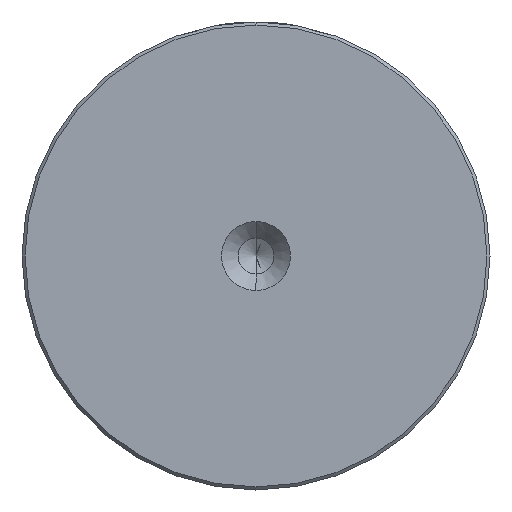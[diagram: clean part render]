
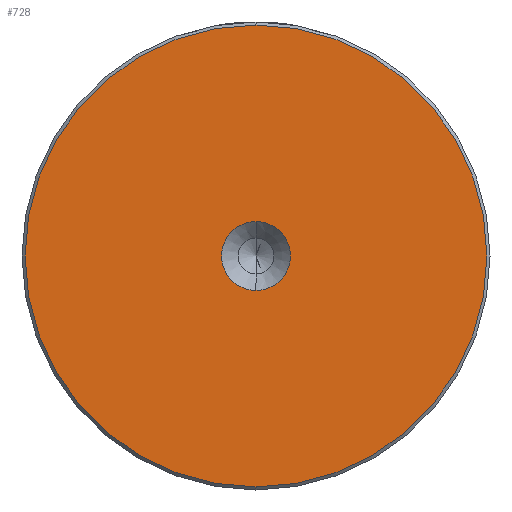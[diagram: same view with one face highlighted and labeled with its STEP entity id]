
A CAD part, left-side view. The second image highlights one B-rep face of the part: STEP entity #728.
In plain terms, the highlighted planar face has unit normal (-1, 0, 0).
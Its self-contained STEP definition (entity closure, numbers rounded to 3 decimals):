
#86 = DIRECTION ( 'NONE',  ( 0., 0., 1. ) ) ;
#123 = DIRECTION ( 'NONE',  ( -1., 0., 0. ) ) ;
#134 = CIRCLE ( 'NONE', #1346, 5.6 ) ;
#191 = ORIENTED_EDGE ( 'NONE', *, *, #243, .F. ) ;
#194 = EDGE_LOOP ( 'NONE', ( #645, #2649 ) ) ;
#243 = EDGE_CURVE ( 'NONE', #887, #1410, #544, .T. ) ;
#307 = DIRECTION ( 'NONE',  ( -1., 0., 0. ) ) ;
#338 = VERTEX_POINT ( 'NONE', #973 ) ;
#408 = CARTESIAN_POINT ( 'NONE',  ( 0., 0., 0. ) ) ;
#514 = CARTESIAN_POINT ( 'NONE',  ( 0., 0., 0. ) ) ;
#544 = CIRCLE ( 'NONE', #1209, 5.6 ) ;
#570 = DIRECTION ( 'NONE',  ( 0., 0., 1. ) ) ;
#620 = DIRECTION ( 'NONE',  ( 0., 0., 1. ) ) ;
#645 = ORIENTED_EDGE ( 'NONE', *, *, #917, .T. ) ;
#678 = AXIS2_PLACEMENT_3D ( 'NONE', #514, #307, #86 ) ;
#715 = CARTESIAN_POINT ( 'NONE',  ( 0., 0., 5.6 ) ) ;
#728 = ADVANCED_FACE ( 'NONE', ( #1977, #897 ), #2610, .T. ) ;
#766 = CARTESIAN_POINT ( 'NONE',  ( 0., 0., 0. ) ) ;
#822 = EDGE_CURVE ( 'NONE', #846, #338, #1789, .T. ) ;
#846 = VERTEX_POINT ( 'NONE', #1493 ) ;
#887 = VERTEX_POINT ( 'NONE', #2219 ) ;
#897 = FACE_BOUND ( 'NONE', #1774, .T. ) ;
#917 = EDGE_CURVE ( 'NONE', #338, #846, #2677, .T. ) ;
#973 = CARTESIAN_POINT ( 'NONE',  ( 0., 0., -37.5 ) ) ;
#1209 = AXIS2_PLACEMENT_3D ( 'NONE', #1285, #1278, #1264 ) ;
#1263 = CARTESIAN_POINT ( 'NONE',  ( 0., 0., 0. ) ) ;
#1264 = DIRECTION ( 'NONE',  ( 0., 0., 1. ) ) ;
#1278 = DIRECTION ( 'NONE',  ( -1., 0., 0. ) ) ;
#1285 = CARTESIAN_POINT ( 'NONE',  ( 0., 0., 0. ) ) ;
#1346 = AXIS2_PLACEMENT_3D ( 'NONE', #1263, #2669, #1462 ) ;
#1410 = VERTEX_POINT ( 'NONE', #715 ) ;
#1462 = DIRECTION ( 'NONE',  ( 0., 0., 1. ) ) ;
#1493 = CARTESIAN_POINT ( 'NONE',  ( 0., 0., 37.5 ) ) ;
#1639 = AXIS2_PLACEMENT_3D ( 'NONE', #408, #1855, #620 ) ;
#1774 = EDGE_LOOP ( 'NONE', ( #2670, #191 ) ) ;
#1789 = CIRCLE ( 'NONE', #678, 37.5 ) ;
#1855 = DIRECTION ( 'NONE',  ( -1., 0., 0. ) ) ;
#1977 = FACE_OUTER_BOUND ( 'NONE', #194, .T. ) ;
#2219 = CARTESIAN_POINT ( 'NONE',  ( 0., 0., -5.6 ) ) ;
#2551 = EDGE_CURVE ( 'NONE', #1410, #887, #134, .T. ) ;
#2610 = PLANE ( 'NONE',  #2637 ) ;
#2637 = AXIS2_PLACEMENT_3D ( 'NONE', #766, #123, #570 ) ;
#2649 = ORIENTED_EDGE ( 'NONE', *, *, #822, .T. ) ;
#2669 = DIRECTION ( 'NONE',  ( -1., 0., 0. ) ) ;
#2670 = ORIENTED_EDGE ( 'NONE', *, *, #2551, .F. ) ;
#2677 = CIRCLE ( 'NONE', #1639, 37.5 ) ;
